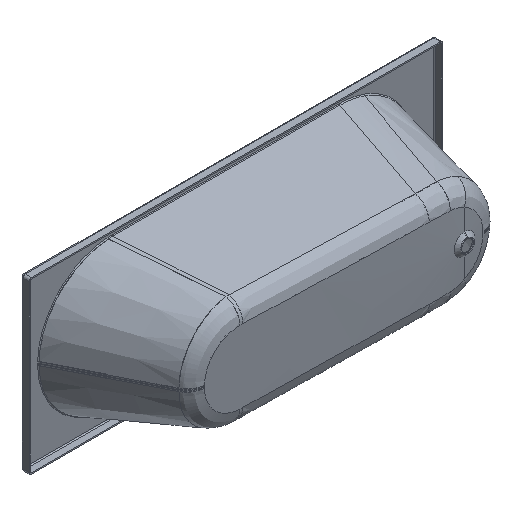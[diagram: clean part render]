
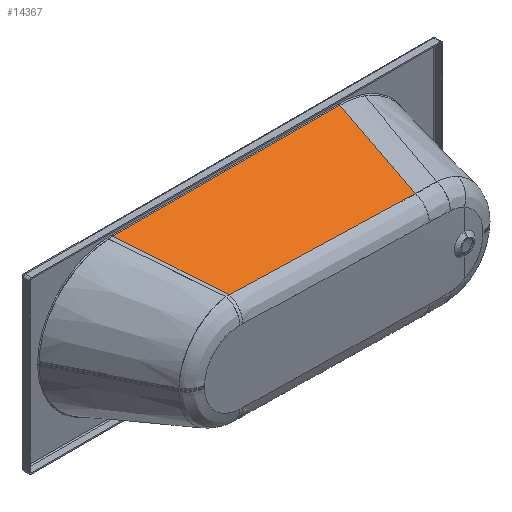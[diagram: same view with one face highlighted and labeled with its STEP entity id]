
A CAD part, isometric view. The second image highlights one B-rep face of the part: STEP entity #14367.
In plain terms, the highlighted free-form (B-spline) face has degree [3, 3] with [4, 11] control points.
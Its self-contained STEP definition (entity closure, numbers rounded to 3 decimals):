
#4281=CARTESIAN_POINT('',(380.347,-392.052,217.999));
#4283=CARTESIAN_POINT('',(380.347,-392.052,217.999));
#4284=CARTESIAN_POINT('',(392.721,-328.103,232.21));
#4285=CARTESIAN_POINT('',(417.484,-200.13,260.649));
#4286=CARTESIAN_POINT('',(442.247,-72.157,289.087));
#4287=CARTESIAN_POINT('',(454.636,-8.132,303.315));
#4301=CARTESIAN_POINT('',(454.636,-8.132,303.315));
#4726=CARTESIAN_POINT('',(380.347,-392.052,217.999));
#4727=CARTESIAN_POINT('',(376.723,-391.986,218.014));
#4728=CARTESIAN_POINT('',(369.322,-391.848,218.045));
#4729=CARTESIAN_POINT('',(357.773,-391.625,218.094));
#4730=CARTESIAN_POINT('',(345.73,-391.385,218.147));
#4731=CARTESIAN_POINT('',(333.122,-391.127,218.205));
#4732=CARTESIAN_POINT('',(319.793,-390.847,218.267));
#4733=CARTESIAN_POINT('',(305.706,-390.543,218.335));
#4734=CARTESIAN_POINT('',(291.916,-390.24,218.402));
#4735=CARTESIAN_POINT('',(278.363,-389.937,218.469));
#4736=CARTESIAN_POINT('',(264.189,-389.616,218.541));
#4737=CARTESIAN_POINT('',(249.645,-389.282,218.615));
#4738=CARTESIAN_POINT('',(235.344,-388.949,218.689));
#4739=CARTESIAN_POINT('',(221.063,-388.613,218.763));
#4740=CARTESIAN_POINT('',(205.366,-388.241,218.846));
#4741=CARTESIAN_POINT('',(188.33,-387.834,218.937));
#4742=CARTESIAN_POINT('',(170.165,-387.395,219.034));
#4743=CARTESIAN_POINT('',(149.382,-386.89,219.146));
#4744=CARTESIAN_POINT('',(127.974,-386.365,219.263));
#4745=CARTESIAN_POINT('',(103.437,-385.76,219.398));
#4746=CARTESIAN_POINT('',(79.233,-385.159,219.531));
#4747=CARTESIAN_POINT('',(56.673,-384.596,219.656));
#4748=CARTESIAN_POINT('',(34.324,-384.035,219.781));
#4749=CARTESIAN_POINT('',(11.93,-383.472,219.906));
#4750=CARTESIAN_POINT('',(-10.391,-382.909,
220.031));
#4751=CARTESIAN_POINT('',(-32.684,-382.344,
220.157));
#4752=CARTESIAN_POINT('',(-54.954,-381.779,
220.282));
#4753=CARTESIAN_POINT('',(-77.142,-381.215,
220.408));
#4754=CARTESIAN_POINT('',(-100.25,-380.626,
220.538));
#4755=CARTESIAN_POINT('',(-123.851,-380.023,
220.672));
#4756=CARTESIAN_POINT('',(-148.186,-379.401,
220.811));
#4757=CARTESIAN_POINT('',(-176.35,-378.679,
220.971));
#4758=CARTESIAN_POINT('',(-210.861,-377.793,
221.168));
#4759=CARTESIAN_POINT('',(-253.411,-376.699,
221.411));
#4760=CARTESIAN_POINT('',(-303.848,-375.399,
221.7));
#4761=CARTESIAN_POINT('',(-344.922,-374.338,
221.936));
#4762=CARTESIAN_POINT('',(-367.16,-373.764,
222.063));
#4764=CARTESIAN_POINT('',(-367.16,-373.764,
222.063));
#4765=CARTESIAN_POINT('',(-404.389,-251.886,
249.147));
#4766=CARTESIAN_POINT('',(-441.618,-130.009,
276.231));
#4767=CARTESIAN_POINT('',(-478.847,-8.132,
303.315));
#4769=CARTESIAN_POINT('',(454.636,-8.132,303.315));
#4770=CARTESIAN_POINT('',(417.355,-8.132,303.315));
#4771=CARTESIAN_POINT('',(342.886,-8.132,303.315));
#4772=CARTESIAN_POINT('',(230.989,-8.132,303.315));
#4773=CARTESIAN_POINT('',(117.873,-8.132,303.315));
#4774=CARTESIAN_POINT('',(2.518,-8.132,303.315));
#4775=CARTESIAN_POINT('',(-115.548,-8.132,
303.315));
#4776=CARTESIAN_POINT('',(-235.838,-8.132,
303.315));
#4777=CARTESIAN_POINT('',(-357.306,-8.132,
303.315));
#4778=CARTESIAN_POINT('',(-438.373,-8.132,
303.315));
#4779=CARTESIAN_POINT('',(-478.847,-8.132,
303.315));
#5705=VERTEX_POINT('',#4301);
#5707=VERTEX_POINT('',#4779);
#5868=VERTEX_POINT('',#4281);
#5870=VERTEX_POINT('',#4762);
#14316=CARTESIAN_POINT('',(387.01,-395.891,
217.146));
#14317=CARTESIAN_POINT('',(352.812,-395.891,
217.146));
#14318=CARTESIAN_POINT('',(286.868,-395.891,
217.146));
#14319=CARTESIAN_POINT('',(189.228,-395.891,
217.146));
#14320=CARTESIAN_POINT('',(94.664,-395.891,
217.146));
#14321=CARTESIAN_POINT('',(1.373,-395.891,
217.146));
#14322=CARTESIAN_POINT('',(-90.336,-395.891,
217.146));
#14323=CARTESIAN_POINT('',(-180.77,-395.891,
217.146));
#14324=CARTESIAN_POINT('',(-272.902,-395.891,
217.146));
#14325=CARTESIAN_POINT('',(-335.065,-395.891,
217.146));
#14326=CARTESIAN_POINT('',(-367.305,-395.891,
217.146));
#14327=CARTESIAN_POINT('',(412.705,-265.358,
246.153));
#14328=CARTESIAN_POINT('',(376.49,-265.358,
246.153));
#14329=CARTESIAN_POINT('',(306.702,-265.358,
246.153));
#14330=CARTESIAN_POINT('',(203.286,-265.358,
246.153));
#14331=CARTESIAN_POINT('',(102.477,-265.358,
246.153));
#14332=CARTESIAN_POINT('',(1.759,-265.358,
246.153));
#14333=CARTESIAN_POINT('',(-98.823,-265.358,
246.153));
#14334=CARTESIAN_POINT('',(-199.308,-265.358,
246.153));
#14335=CARTESIAN_POINT('',(-302.363,-265.358,
246.153));
#14336=CARTESIAN_POINT('',(-371.94,-265.358,
246.153));
#14337=CARTESIAN_POINT('',(-407.996,-265.358,
246.153));
#14338=CARTESIAN_POINT('',(438.4,-134.826,
275.161));
#14339=CARTESIAN_POINT('',(400.167,-134.826,
275.161));
#14340=CARTESIAN_POINT('',(326.537,-134.826,
275.161));
#14341=CARTESIAN_POINT('',(217.344,-134.826,
275.161));
#14342=CARTESIAN_POINT('',(110.29,-134.826,
275.161));
#14343=CARTESIAN_POINT('',(2.144,-134.826,
275.161));
#14344=CARTESIAN_POINT('',(-107.31,-134.826,
275.161));
#14345=CARTESIAN_POINT('',(-217.845,-134.826,
275.161));
#14346=CARTESIAN_POINT('',(-331.824,-134.826,
275.161));
#14347=CARTESIAN_POINT('',(-408.815,-134.826,
275.161));
#14348=CARTESIAN_POINT('',(-448.686,-134.826,
275.161));
#14349=CARTESIAN_POINT('',(464.095,-4.293,
304.168));
#14350=CARTESIAN_POINT('',(423.845,-4.293,
304.168));
#14351=CARTESIAN_POINT('',(346.372,-4.293,
304.168));
#14352=CARTESIAN_POINT('',(231.402,-4.293,
304.168));
#14353=CARTESIAN_POINT('',(118.102,-4.293,
304.168));
#14354=CARTESIAN_POINT('',(2.529,-4.293,
304.168));
#14355=CARTESIAN_POINT('',(-115.797,-4.293,
304.168));
#14356=CARTESIAN_POINT('',(-236.383,-4.293,
304.168));
#14357=CARTESIAN_POINT('',(-361.285,-4.293,
304.168));
#14358=CARTESIAN_POINT('',(-445.69,-4.293,
304.168));
#14359=CARTESIAN_POINT('',(-489.377,-4.293,
304.168));
#14360=B_SPLINE_SURFACE_WITH_KNOTS('',3,3,((#14316,#14317,#14318,#14319,#14320,
#14321,#14322,#14323,#14324,#14325,#14326),(#14327,#14328,#14329,#14330,#14331,
#14332,#14333,#14334,#14335,#14336,#14337),(#14338,#14339,#14340,#14341,#14342,
#14343,#14344,#14345,#14346,#14347,#14348),(#14349,#14350,#14351,#14352,#14353,
#14354,#14355,#14356,#14357,#14358,#14359)),.UNSPECIFIED.,.F.,.F.,.F.,(4,4),(4,
1,1,1,1,1,1,1,4),(0.123,0.993),(0.63,
0.663,0.694,0.725,0.757,
0.788,0.819,0.85,0.883),
.UNSPECIFIED.);
#14361=ORIENTED_EDGE('',*,*,#13337,.T.);
#14362=ORIENTED_EDGE('',*,*,#14311,.T.);
#14363=ORIENTED_EDGE('',*,*,#12454,.F.);
#14364=ORIENTED_EDGE('',*,*,#13028,.F.);
#14365=EDGE_LOOP('',(#14361,#14362,#14363,#14364));
#14366=FACE_OUTER_BOUND('',#14365,.F.);
#4288=B_SPLINE_CURVE_WITH_KNOTS('',3,(#4283,#4284,#4285,#4286,#4287),
.UNSPECIFIED.,.F.,.F.,(4,1,4),(0.,0.5,1.),.UNSPECIFIED.);
#4763=B_SPLINE_CURVE_WITH_KNOTS('',3,(#4726,#4727,#4728,#4729,#4730,#4731,#4732,
#4733,#4734,#4735,#4736,#4737,#4738,#4739,#4740,#4741,#4742,#4743,#4744,#4745,
#4746,#4747,#4748,#4749,#4750,#4751,#4752,#4753,#4754,#4755,#4756,#4757,#4758,
#4759,#4760,#4761,#4762),.UNSPECIFIED.,.F.,.F.,(4,1,1,1,1,1,1,1,1,1,1,1,1,1,1,1,
1,1,1,1,1,1,1,1,1,1,1,1,1,1,1,1,1,1,4),(0.,0.029,
0.059,0.088,0.118,0.147,
0.176,0.206,0.235,0.265,
0.294,0.324,0.353,0.382,
0.412,0.441,0.471,0.5,0.529,
0.559,0.588,0.618,0.647,
0.676,0.706,0.735,0.765,
0.794,0.824,0.853,0.882,
0.912,0.941,0.971,1.),.UNSPECIFIED.);
#4768=B_SPLINE_CURVE_WITH_KNOTS('',3,(#4764,#4765,#4766,#4767),.UNSPECIFIED.,
.F.,.F.,(4,4),(0.,1.),.UNSPECIFIED.);
#4780=B_SPLINE_CURVE_WITH_KNOTS('',3,(#4769,#4770,#4771,#4772,#4773,#4774,#4775,
#4776,#4777,#4778,#4779),.UNSPECIFIED.,.F.,.F.,(4,1,1,1,1,1,1,1,4),(0.,
0.125,0.25,0.375,0.5,0.625,0.75,0.875,1.),.UNSPECIFIED.);
#12454=EDGE_CURVE('',#5705,#5707,#4780,.T.);
#13028=EDGE_CURVE('',#5868,#5705,#4288,.T.);
#13337=EDGE_CURVE('',#5868,#5870,#4763,.T.);
#14311=EDGE_CURVE('',#5870,#5707,#4768,.T.);
#14367=ADVANCED_FACE('',(#14366),#14360,.T.);
